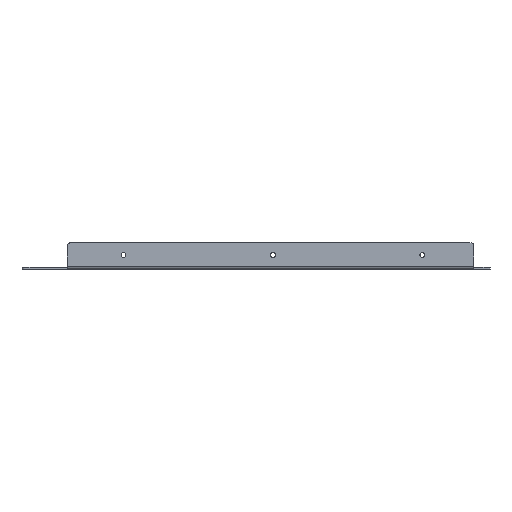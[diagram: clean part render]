
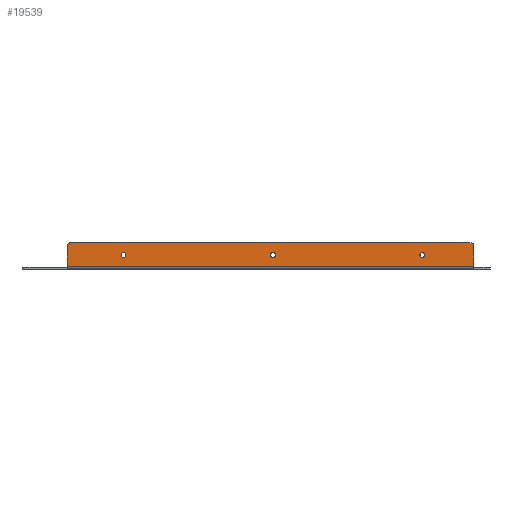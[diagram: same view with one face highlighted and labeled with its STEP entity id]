
A CAD part, front view. The second image highlights one B-rep face of the part: STEP entity #19539.
In plain terms, the highlighted planar face has unit normal (0, -1, 0).
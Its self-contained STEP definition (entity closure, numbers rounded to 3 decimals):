
#768 = CARTESIAN_POINT ( 'NONE',  ( 113.11, -40.64, 6.618 ) ) ;
#770 = EDGE_LOOP ( 'NONE', ( #9640, #25607, #2276, #9510, #9947, #22980 ) ) ;
#901 = EDGE_CURVE ( 'NONE', #4473, #20299, #15361, .T. ) ;
#1001 = DIRECTION ( 'NONE',  ( 0., -1., 0. ) ) ;
#1235 = AXIS2_PLACEMENT_3D ( 'NONE', #25564, #2442, #30976 ) ;
#1569 = VERTEX_POINT ( 'NONE', #19252 ) ;
#1844 = AXIS2_PLACEMENT_3D ( 'NONE', #12340, #27884, #9801 ) ;
#1869 = CARTESIAN_POINT ( 'NONE',  ( 11.51, -40.64, 6.618 ) ) ;
#1987 = DIRECTION ( 'NONE',  ( 0., 1., 0. ) ) ;
#2022 = CARTESIAN_POINT ( 'NONE',  ( 146.21, -40.64, 16.51 ) ) ;
#2276 = ORIENTED_EDGE ( 'NONE', *, *, #6178, .T. ) ;
#2304 = CIRCLE ( 'NONE', #1235, 1.632 ) ;
#2442 = DIRECTION ( 'NONE',  ( 0., 1., 0. ) ) ;
#2483 = EDGE_LOOP ( 'NONE', ( #13437, #11721 ) ) ;
#2662 = CARTESIAN_POINT ( 'NONE',  ( 146.21, -40.64, 14.51 ) ) ;
#2797 = CARTESIAN_POINT ( 'NONE',  ( -128.19, -40.64, 14.51 ) ) ;
#3295 = DIRECTION ( 'NONE',  ( 0., 0., 1. ) ) ;
#3654 = VERTEX_POINT ( 'NONE', #31268 ) ;
#3687 = VERTEX_POINT ( 'NONE', #5927 ) ;
#3709 = DIRECTION ( 'NONE',  ( 0., 0., 1. ) ) ;
#3849 = FACE_OUTER_BOUND ( 'NONE', #770, .T. ) ;
#4304 = LINE ( 'NONE', #9041, #9398 ) ;
#4473 = VERTEX_POINT ( 'NONE', #6571 ) ;
#4620 = VERTEX_POINT ( 'NONE', #2797 ) ;
#4673 = AXIS2_PLACEMENT_3D ( 'NONE', #31916, #26845, #3709 ) ;
#5694 = CIRCLE ( 'NONE', #18600, 1.632 ) ;
#5927 = CARTESIAN_POINT ( 'NONE',  ( -128.19, -40.64, 0.737 ) ) ;
#6178 = EDGE_CURVE ( 'NONE', #4620, #3687, #21917, .T. ) ;
#6571 = CARTESIAN_POINT ( 'NONE',  ( 11.51, -40.64, 9.882 ) ) ;
#6891 = CARTESIAN_POINT ( 'NONE',  ( -90.09, -40.64, 6.618 ) ) ;
#6990 = CARTESIAN_POINT ( 'NONE',  ( -126.19, -40.64, 14.51 ) ) ;
#7690 = VERTEX_POINT ( 'NONE', #15119 ) ;
#7701 = CIRCLE ( 'NONE', #22278, 1.632 ) ;
#8054 = DIRECTION ( 'NONE',  ( 0., 0., 1. ) ) ;
#8305 = EDGE_CURVE ( 'NONE', #23258, #19767, #2304, .T. ) ;
#9041 = CARTESIAN_POINT ( 'NONE',  ( -128.19, -40.64, 0.737 ) ) ;
#9398 = VECTOR ( 'NONE', #22049, 1000. ) ;
#9466 = DIRECTION ( 'NONE',  ( 0., 0., 1. ) ) ;
#9510 = ORIENTED_EDGE ( 'NONE', *, *, #19845, .F. ) ;
#9640 = ORIENTED_EDGE ( 'NONE', *, *, #15649, .T. ) ;
#9767 = CARTESIAN_POINT ( 'NONE',  ( 148.21, -40.64, 0. ) ) ;
#9801 = DIRECTION ( 'NONE',  ( 0., 0., 1. ) ) ;
#9947 = ORIENTED_EDGE ( 'NONE', *, *, #29282, .T. ) ;
#10591 = DIRECTION ( 'NONE',  ( 0., -1., 0. ) ) ;
#10916 = ORIENTED_EDGE ( 'NONE', *, *, #26018, .T. ) ;
#11721 = ORIENTED_EDGE ( 'NONE', *, *, #8305, .T. ) ;
#11984 = DIRECTION ( 'NONE',  ( 0., 1., 0. ) ) ;
#12340 = CARTESIAN_POINT ( 'NONE',  ( 113.11, -40.64, 8.25 ) ) ;
#12463 = DIRECTION ( 'NONE',  ( 0., 0., 1. ) ) ;
#12624 = CIRCLE ( 'NONE', #1844, 1.632 ) ;
#12637 = LINE ( 'NONE', #9767, #15041 ) ;
#12647 = DIRECTION ( 'NONE',  ( 0., 0., 1. ) ) ;
#12697 = EDGE_LOOP ( 'NONE', ( #18333, #29129 ) ) ;
#13437 = ORIENTED_EDGE ( 'NONE', *, *, #20530, .T. ) ;
#13604 = CARTESIAN_POINT ( 'NONE',  ( -90.09, -40.64, 9.882 ) ) ;
#14026 = CIRCLE ( 'NONE', #31267, 2. ) ;
#14517 = EDGE_CURVE ( 'NONE', #20299, #4473, #7701, .T. ) ;
#14679 = CARTESIAN_POINT ( 'NONE',  ( -126.19, -40.64, 16.51 ) ) ;
#15041 = VECTOR ( 'NONE', #12463, 1000. ) ;
#15119 = CARTESIAN_POINT ( 'NONE',  ( 113.11, -40.64, 9.882 ) ) ;
#15308 = EDGE_CURVE ( 'NONE', #7690, #23998, #12624, .T. ) ;
#15345 = CARTESIAN_POINT ( 'NONE',  ( -90.09, -40.64, 8.25 ) ) ;
#15361 = CIRCLE ( 'NONE', #26685, 1.632 ) ;
#15490 = CARTESIAN_POINT ( 'NONE',  ( 0., -40.64, 16.51 ) ) ;
#15649 = EDGE_CURVE ( 'NONE', #29385, #30487, #28165, .T. ) ;
#16027 = AXIS2_PLACEMENT_3D ( 'NONE', #2662, #10591, #8054 ) ;
#16682 = PLANE ( 'NONE',  #27716 ) ;
#17712 = DIRECTION ( 'NONE',  ( 0., 1., 0. ) ) ;
#18333 = ORIENTED_EDGE ( 'NONE', *, *, #901, .T. ) ;
#18600 = AXIS2_PLACEMENT_3D ( 'NONE', #15345, #17712, #12647 ) ;
#19171 = DIRECTION ( 'NONE',  ( 0., 1., 0. ) ) ;
#19252 = CARTESIAN_POINT ( 'NONE',  ( 148.21, -40.64, 14.51 ) ) ;
#19539 = ADVANCED_FACE ( 'NONE', ( #22425, #29688, #32734, #3849 ), #16682, .F. ) ;
#19767 = VERTEX_POINT ( 'NONE', #13604 ) ;
#19845 = EDGE_CURVE ( 'NONE', #3654, #3687, #4304, .T. ) ;
#19871 = CARTESIAN_POINT ( 'NONE',  ( 0., -40.64, 0. ) ) ;
#19903 = DIRECTION ( 'NONE',  ( -1., 0., 0. ) ) ;
#20299 = VERTEX_POINT ( 'NONE', #1869 ) ;
#20530 = EDGE_CURVE ( 'NONE', #19767, #23258, #5694, .T. ) ;
#21917 = LINE ( 'NONE', #29353, #28354 ) ;
#22049 = DIRECTION ( 'NONE',  ( -1., 0., 0. ) ) ;
#22263 = ORIENTED_EDGE ( 'NONE', *, *, #15308, .T. ) ;
#22278 = AXIS2_PLACEMENT_3D ( 'NONE', #31510, #19171, #3295 ) ;
#22425 = FACE_BOUND ( 'NONE', #2483, .T. ) ;
#22471 = CARTESIAN_POINT ( 'NONE',  ( 11.51, -40.64, 8.25 ) ) ;
#22980 = ORIENTED_EDGE ( 'NONE', *, *, #26358, .T. ) ;
#23258 = VERTEX_POINT ( 'NONE', #6891 ) ;
#23998 = VERTEX_POINT ( 'NONE', #768 ) ;
#24122 = DIRECTION ( 'NONE',  ( 0., 0., -1. ) ) ;
#25564 = CARTESIAN_POINT ( 'NONE',  ( -90.09, -40.64, 8.25 ) ) ;
#25607 = ORIENTED_EDGE ( 'NONE', *, *, #29626, .T. ) ;
#26018 = EDGE_CURVE ( 'NONE', #23998, #7690, #31665, .T. ) ;
#26358 = EDGE_CURVE ( 'NONE', #1569, #29385, #33294, .T. ) ;
#26685 = AXIS2_PLACEMENT_3D ( 'NONE', #22471, #11984, #9466 ) ;
#26845 = DIRECTION ( 'NONE',  ( 0., 1., 0. ) ) ;
#26984 = DIRECTION ( 'NONE',  ( 0., 0., 1. ) ) ;
#27716 = AXIS2_PLACEMENT_3D ( 'NONE', #19871, #1987, #26984 ) ;
#27884 = DIRECTION ( 'NONE',  ( 0., 1., 0. ) ) ;
#28165 = LINE ( 'NONE', #15490, #29380 ) ;
#28354 = VECTOR ( 'NONE', #24122, 1000. ) ;
#29073 = EDGE_LOOP ( 'NONE', ( #22263, #10916 ) ) ;
#29129 = ORIENTED_EDGE ( 'NONE', *, *, #14517, .T. ) ;
#29282 = EDGE_CURVE ( 'NONE', #3654, #1569, #12637, .T. ) ;
#29353 = CARTESIAN_POINT ( 'NONE',  ( -128.19, -40.64, 0. ) ) ;
#29380 = VECTOR ( 'NONE', #19903, 1000. ) ;
#29385 = VERTEX_POINT ( 'NONE', #2022 ) ;
#29626 = EDGE_CURVE ( 'NONE', #30487, #4620, #14026, .T. ) ;
#29688 = FACE_BOUND ( 'NONE', #12697, .T. ) ;
#29814 = DIRECTION ( 'NONE',  ( 0., 0., 1. ) ) ;
#30487 = VERTEX_POINT ( 'NONE', #14679 ) ;
#30976 = DIRECTION ( 'NONE',  ( 0., 0., 1. ) ) ;
#31267 = AXIS2_PLACEMENT_3D ( 'NONE', #6990, #1001, #29814 ) ;
#31268 = CARTESIAN_POINT ( 'NONE',  ( 148.21, -40.64, 0.737 ) ) ;
#31510 = CARTESIAN_POINT ( 'NONE',  ( 11.51, -40.64, 8.25 ) ) ;
#31665 = CIRCLE ( 'NONE', #4673, 1.632 ) ;
#31916 = CARTESIAN_POINT ( 'NONE',  ( 113.11, -40.64, 8.25 ) ) ;
#32734 = FACE_BOUND ( 'NONE', #29073, .T. ) ;
#33294 = CIRCLE ( 'NONE', #16027, 2. ) ;
